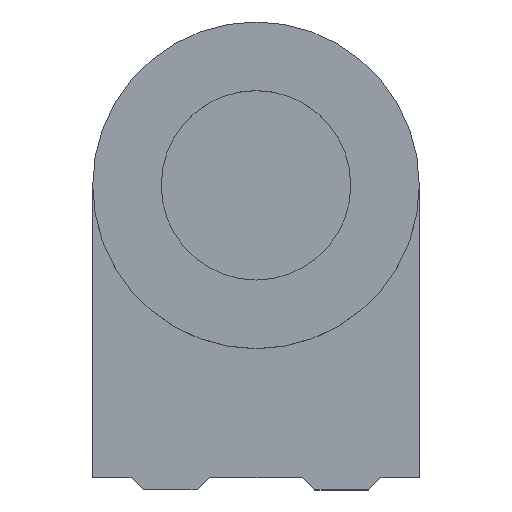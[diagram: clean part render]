
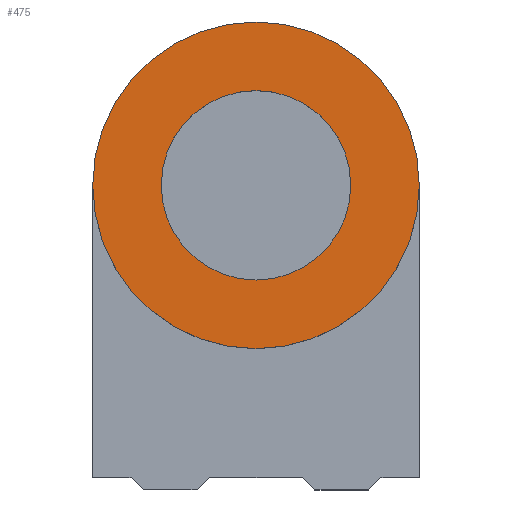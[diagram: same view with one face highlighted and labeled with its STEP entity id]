
A CAD part, top view. The second image highlights one B-rep face of the part: STEP entity #475.
In plain terms, the highlighted planar face has unit normal (0, 0, 1).
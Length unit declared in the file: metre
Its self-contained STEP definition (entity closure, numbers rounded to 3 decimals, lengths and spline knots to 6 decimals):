
#16=CIRCLE('',#516,0.01105);
#20=CIRCLE('',#521,0.01905);
#57=ORIENTED_EDGE('',*,*,#172,.T.);
#58=ORIENTED_EDGE('',*,*,#178,.F.);
#172=EDGE_CURVE('',#233,#233,#16,.T.);
#178=EDGE_CURVE('',#239,#239,#20,.T.);
#233=VERTEX_POINT('',#724);
#239=VERTEX_POINT('',#737);
#362=EDGE_LOOP('',(#57));
#363=EDGE_LOOP('',(#58));
#410=FACE_BOUND('',#362,.T.);
#411=FACE_BOUND('',#363,.T.);
#454=PLANE('',#522);
#475=ADVANCED_FACE('',(#410,#411),#454,.F.);
#516=AXIS2_PLACEMENT_3D('',#723,#579,#580);
#521=AXIS2_PLACEMENT_3D('',#736,#591,#592);
#522=AXIS2_PLACEMENT_3D('',#738,#593,#594);
#579=DIRECTION('',(0.,0.,-1.));
#580=DIRECTION('',(-1.,0.,0.));
#591=DIRECTION('',(0.,0.,-1.));
#592=DIRECTION('',(-1.,0.,0.));
#593=DIRECTION('',(0.,0.,-1.));
#594=DIRECTION('',(1.,0.,0.));
#723=CARTESIAN_POINT('',(0.,0.,-0.0235));
#724=CARTESIAN_POINT('',(-0.01105,0.,-0.0235));
#736=CARTESIAN_POINT('',(0.,0.,-0.0235));
#737=CARTESIAN_POINT('',(-0.01905,0.,-0.0235));
#738=CARTESIAN_POINT('',(0.,0.,-0.0235));
